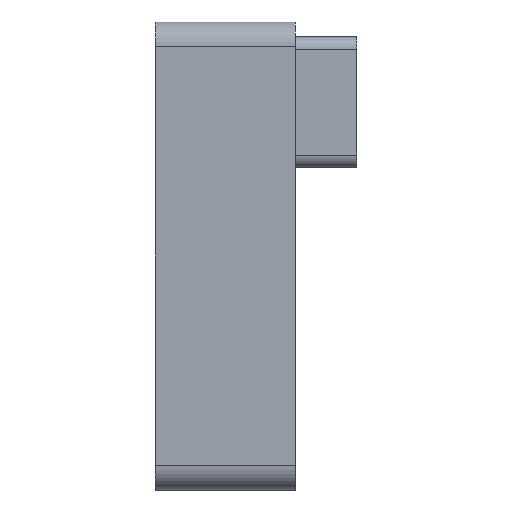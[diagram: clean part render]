
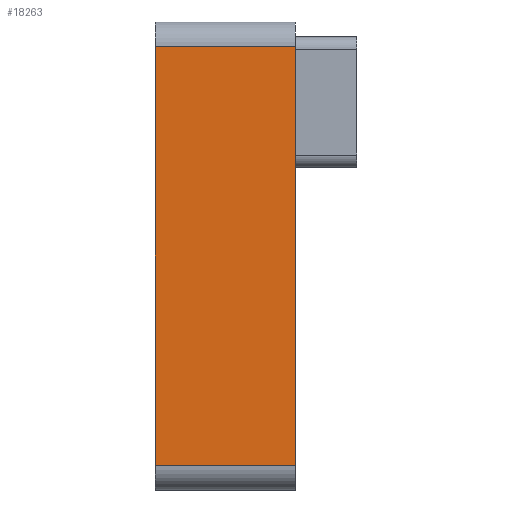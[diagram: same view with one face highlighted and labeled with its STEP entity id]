
A CAD part, front view. The second image highlights one B-rep face of the part: STEP entity #18263.
In plain terms, the highlighted planar face has unit normal (0, -1, 0).
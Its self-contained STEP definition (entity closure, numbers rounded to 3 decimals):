
#71 = VERTEX_POINT ( 'NONE', #10579 ) ;
#254 = LINE ( 'NONE', #17530, #726 ) ;
#726 = VECTOR ( 'NONE', #14213, 1000. ) ;
#2207 = LINE ( 'NONE', #16442, #13828 ) ;
#2276 = DIRECTION ( 'NONE',  ( 0., 1., 0. ) ) ;
#2659 = VERTEX_POINT ( 'NONE', #6328 ) ;
#2806 = ORIENTED_EDGE ( 'NONE', *, *, #3421, .F. ) ;
#3421 = EDGE_CURVE ( 'NONE', #19904, #71, #2207, .T. ) ;
#3628 = DIRECTION ( 'NONE',  ( 0., 0., -1. ) ) ;
#3645 = EDGE_LOOP ( 'NONE', ( #16374, #18974, #2806, #5402 ) ) ;
#3907 = EDGE_CURVE ( 'NONE', #71, #2659, #254, .T. ) ;
#5043 = EDGE_CURVE ( 'NONE', #19904, #10533, #13285, .T. ) ;
#5402 = ORIENTED_EDGE ( 'NONE', *, *, #5043, .T. ) ;
#6328 = CARTESIAN_POINT ( 'NONE',  ( -2.85, -15.5, -8.5 ) ) ;
#6739 = AXIS2_PLACEMENT_3D ( 'NONE', #19269, #2276, #16228 ) ;
#9170 = VECTOR ( 'NONE', #14839, 1000. ) ;
#10533 = VERTEX_POINT ( 'NONE', #13307 ) ;
#10579 = CARTESIAN_POINT ( 'NONE',  ( 2.85, -15.5, -8.5 ) ) ;
#11495 = VECTOR ( 'NONE', #19694, 1000. ) ;
#12702 = LINE ( 'NONE', #15097, #11495 ) ;
#13161 = CARTESIAN_POINT ( 'NONE',  ( 2.85, -15.5, 8.5 ) ) ;
#13285 = LINE ( 'NONE', #13161, #9170 ) ;
#13307 = CARTESIAN_POINT ( 'NONE',  ( -2.85, -15.5, 8.5 ) ) ;
#13828 = VECTOR ( 'NONE', #3628, 1000. ) ;
#14213 = DIRECTION ( 'NONE',  ( -1., 0., 0. ) ) ;
#14648 = PLANE ( 'NONE',  #6739 ) ;
#14839 = DIRECTION ( 'NONE',  ( -1., 0., 0. ) ) ;
#14872 = FACE_OUTER_BOUND ( 'NONE', #3645, .T. ) ;
#15097 = CARTESIAN_POINT ( 'NONE',  ( -2.85, -15.5, 8.5 ) ) ;
#15681 = CARTESIAN_POINT ( 'NONE',  ( 2.85, -15.5, 8.5 ) ) ;
#16228 = DIRECTION ( 'NONE',  ( 0., 0., 1. ) ) ;
#16374 = ORIENTED_EDGE ( 'NONE', *, *, #18965, .T. ) ;
#16442 = CARTESIAN_POINT ( 'NONE',  ( 2.85, -15.5, 8.5 ) ) ;
#17530 = CARTESIAN_POINT ( 'NONE',  ( 2.85, -15.5, -8.5 ) ) ;
#18263 = ADVANCED_FACE ( 'NONE', ( #14872 ), #14648, .F. ) ;
#18965 = EDGE_CURVE ( 'NONE', #10533, #2659, #12702, .T. ) ;
#18974 = ORIENTED_EDGE ( 'NONE', *, *, #3907, .F. ) ;
#19269 = CARTESIAN_POINT ( 'NONE',  ( 2.85, -15.5, 8.5 ) ) ;
#19694 = DIRECTION ( 'NONE',  ( 0., 0., -1. ) ) ;
#19904 = VERTEX_POINT ( 'NONE', #15681 ) ;
